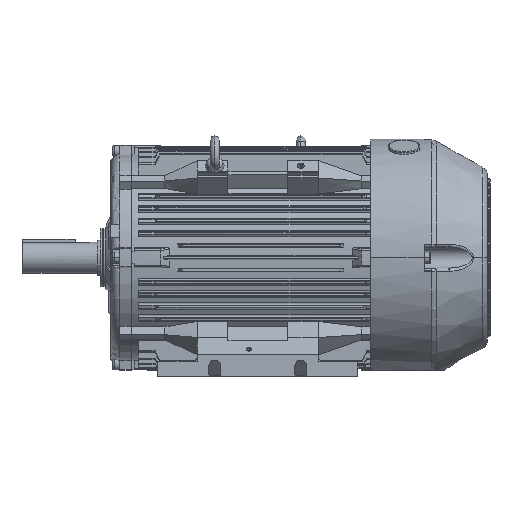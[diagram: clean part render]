
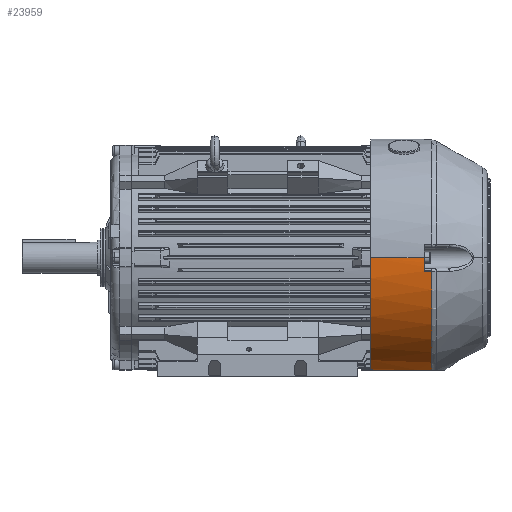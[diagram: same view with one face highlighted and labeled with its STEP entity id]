
A CAD part, front view. The second image highlights one B-rep face of the part: STEP entity #23959.
In plain terms, the highlighted cylindrical face has radius 135 mm (diameter 270 mm), a partial arc.
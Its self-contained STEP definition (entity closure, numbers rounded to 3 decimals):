
#22618 = VERTEX_POINT ( 'NONE', #59966 ) ;
#22732 = VERTEX_POINT ( 'NONE', #60263 ) ;
#22735 = EDGE_CURVE ( 'NONE', #22618, #22732, #60260, .T. ) ;
#23959 = ADVANCED_FACE ( 'NONE', ( #62030 ), #62029, .T. ) ;
#23962 = EDGE_LOOP ( 'NONE', ( #23964, #23967, #23968, #24086, #24092, #24097, #24104, #24109 ) ) ;
#23964 = ORIENTED_EDGE ( 'NONE', *, *, #23965, .T. ) ;
#23965 = EDGE_CURVE ( 'NONE', #22732, #24022, #62095, .T. ) ;
#23967 = ORIENTED_EDGE ( 'NONE', *, *, #24020, .T. ) ;
#23968 = ORIENTED_EDGE ( 'NONE', *, *, #24084, .F. ) ;
#24015 = VERTEX_POINT ( 'NONE', #62141 ) ;
#24020 = EDGE_CURVE ( 'NONE', #24022, #24015, #62140, .T. ) ;
#24022 = VERTEX_POINT ( 'NONE', #62136 ) ;
#24084 = EDGE_CURVE ( 'NONE', #24085, #24015, #62260, .T. ) ;
#24085 = VERTEX_POINT ( 'NONE', #62238 ) ;
#24086 = ORIENTED_EDGE ( 'NONE', *, *, #24088, .T. ) ;
#24088 = EDGE_CURVE ( 'NONE', #24085, #24090, #62236, .T. ) ;
#24090 = VERTEX_POINT ( 'NONE', #62237 ) ;
#24092 = ORIENTED_EDGE ( 'NONE', *, *, #24093, .F. ) ;
#24093 = EDGE_CURVE ( 'NONE', #24094, #24090, #62234, .T. ) ;
#24094 = VERTEX_POINT ( 'NONE', #62230 ) ;
#24097 = ORIENTED_EDGE ( 'NONE', *, *, #24099, .F. ) ;
#24099 = EDGE_CURVE ( 'NONE', #24102, #24094, #62281, .T. ) ;
#24102 = VERTEX_POINT ( 'NONE', #62277 ) ;
#24104 = ORIENTED_EDGE ( 'NONE', *, *, #24106, .T. ) ;
#24106 = EDGE_CURVE ( 'NONE', #24102, #22618, #62275, .T. ) ;
#24109 = ORIENTED_EDGE ( 'NONE', *, *, #22735, .T. ) ;
#59966 = CARTESIAN_POINT ( 'NONE',  ( 69.699, -15.341, 134.126 ) ) ;
#60256 = DIRECTION ( 'NONE',  ( -1., 0., 0. ) ) ;
#60258 = VECTOR ( 'NONE', #60256, 1000. ) ;
#60259 = CARTESIAN_POINT ( 'NONE',  ( 0., -15.341, 134.126 ) ) ;
#60260 = LINE ( 'NONE', #60259, #60258 ) ;
#60263 = CARTESIAN_POINT ( 'NONE',  ( 61., -15.341, 134.126 ) ) ;
#62026 = DIRECTION ( 'NONE',  ( -1., 0., 0. ) ) ;
#62027 = CARTESIAN_POINT ( 'NONE',  ( 0., 0., 0. ) ) ;
#62028 = AXIS2_PLACEMENT_3D ( 'NONE', #62027, #62026, #62096 ) ;
#62029 = CYLINDRICAL_SURFACE ( 'NONE', #62028, 135. ) ;
#62030 = FACE_OUTER_BOUND ( 'NONE', #23962, .T. ) ;
#62091 = DIRECTION ( 'NONE',  ( 0., 0., 1. ) ) ;
#62092 = DIRECTION ( 'NONE',  ( -1., 0., 0. ) ) ;
#62093 = CARTESIAN_POINT ( 'NONE',  ( 61., 0., 0. ) ) ;
#62094 = AXIS2_PLACEMENT_3D ( 'NONE', #62093, #62092, #62091 ) ;
#62095 = CIRCLE ( 'NONE', #62094, 135. ) ;
#62096 = DIRECTION ( 'NONE',  ( 0., 0., 1. ) ) ;
#62136 = CARTESIAN_POINT ( 'NONE',  ( 61., 0., 135. ) ) ;
#62137 = DIRECTION ( 'NONE',  ( -1., 0., 0. ) ) ;
#62138 = VECTOR ( 'NONE', #62137, 1000. ) ;
#62139 = CARTESIAN_POINT ( 'NONE',  ( 0., 0., 135. ) ) ;
#62140 = LINE ( 'NONE', #62139, #62138 ) ;
#62141 = CARTESIAN_POINT ( 'NONE',  ( 0., 0., 135. ) ) ;
#62229 = CARTESIAN_POINT ( 'NONE',  ( 0., -126.589, 46.907 ) ) ;
#62230 = CARTESIAN_POINT ( 'NONE',  ( 52., -128., 42.907 ) ) ;
#62231 = DIRECTION ( 'NONE',  ( -1., 0., 0. ) ) ;
#62232 = VECTOR ( 'NONE', #62231, 1000. ) ;
#62233 = CARTESIAN_POINT ( 'NONE',  ( 60., -128., 42.907 ) ) ;
#62234 = LINE ( 'NONE', #62233, #62232 ) ;
#62235 = CARTESIAN_POINT ( 'NONE',  ( 0., -126.683, 46.652 ) ) ;
#62236 = B_SPLINE_CURVE_WITH_KNOTS ( 'NONE', 3,
 ( #62229, #62235, #62297, #62296, #62295, #62294, #62293, #62292, #62291, #62290, #62289, #62288, #62287, #62286, #62285, #62284, #62283, #62282 ),
 .UNSPECIFIED., .F., .F.,
 ( 4, 2, 2, 2, 2, 2, 2, 2, 4 ),
 ( 0., 0.001, 0.002, 0.002, 0.003, 0.004, 0.005, 0.006, 0.006 ),
 .UNSPECIFIED. ) ;
#62237 = CARTESIAN_POINT ( 'NONE',  ( 4., -128., 42.907 ) ) ;
#62238 = CARTESIAN_POINT ( 'NONE',  ( 0., -126.589, 46.907 ) ) ;
#62239 = DIRECTION ( 'NONE',  ( 0., 0., 1. ) ) ;
#62240 = DIRECTION ( 'NONE',  ( -1., 0., 0. ) ) ;
#62258 = CARTESIAN_POINT ( 'NONE',  ( 0., 0., 0. ) ) ;
#62259 = AXIS2_PLACEMENT_3D ( 'NONE', #62258, #62240, #62239 ) ;
#62260 = CIRCLE ( 'NONE', #62259, 135. ) ;
#62271 = DIRECTION ( 'NONE',  ( 0., 0., 1. ) ) ;
#62272 = DIRECTION ( 'NONE',  ( -1., 0., 0. ) ) ;
#62273 = CARTESIAN_POINT ( 'NONE',  ( 69.699, 0., 0. ) ) ;
#62274 = AXIS2_PLACEMENT_3D ( 'NONE', #62273, #62272, #62271 ) ;
#62275 = CIRCLE ( 'NONE', #62274, 135. ) ;
#62277 = CARTESIAN_POINT ( 'NONE',  ( 69.699, -128., 42.907 ) ) ;
#62278 = DIRECTION ( 'NONE',  ( -1., 0., 0. ) ) ;
#62279 = VECTOR ( 'NONE', #62278, 1000. ) ;
#62280 = CARTESIAN_POINT ( 'NONE',  ( 136., -128., 42.907 ) ) ;
#62281 = LINE ( 'NONE', #62280, #62279 ) ;
#62282 = CARTESIAN_POINT ( 'NONE',  ( 4., -128., 42.907 ) ) ;
#62283 = CARTESIAN_POINT ( 'NONE',  ( 3.727, -128., 42.907 ) ) ;
#62284 = CARTESIAN_POINT ( 'NONE',  ( 3.455, -127.991, 42.935 ) ) ;
#62285 = CARTESIAN_POINT ( 'NONE',  ( 2.926, -127.954, 43.044 ) ) ;
#62286 = CARTESIAN_POINT ( 'NONE',  ( 2.671, -127.927, 43.125 ) ) ;
#62287 = CARTESIAN_POINT ( 'NONE',  ( 2.18, -127.856, 43.335 ) ) ;
#62288 = CARTESIAN_POINT ( 'NONE',  ( 1.943, -127.811, 43.466 ) ) ;
#62289 = CARTESIAN_POINT ( 'NONE',  ( 1.509, -127.709, 43.766 ) ) ;
#62290 = CARTESIAN_POINT ( 'NONE',  ( 1.309, -127.651, 43.936 ) ) ;
#62291 = CARTESIAN_POINT ( 'NONE',  ( 0.944, -127.52, 44.312 ) ) ;
#62292 = CARTESIAN_POINT ( 'NONE',  ( 0.78, -127.448, 44.519 ) ) ;
#62293 = CARTESIAN_POINT ( 'NONE',  ( 0.501, -127.296, 44.952 ) ) ;
#62294 = CARTESIAN_POINT ( 'NONE',  ( 0.383, -127.216, 45.179 ) ) ;
#62295 = CARTESIAN_POINT ( 'NONE',  ( 0.192, -127.045, 45.657 ) ) ;
#62296 = CARTESIAN_POINT ( 'NONE',  ( 0.12, -126.956, 45.903 ) ) ;
#62297 = CARTESIAN_POINT ( 'NONE',  ( 0.024, -126.776, 46.4 ) ) ;
